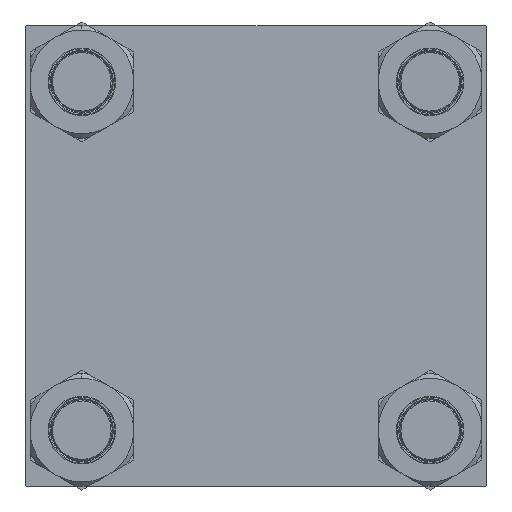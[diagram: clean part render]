
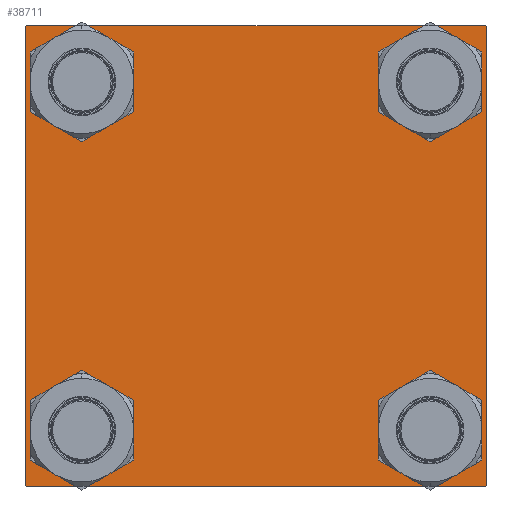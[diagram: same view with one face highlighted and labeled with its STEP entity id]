
A CAD part, left-side view. The second image highlights one B-rep face of the part: STEP entity #38711.
In plain terms, the highlighted planar face has unit normal (-1, 0, 0).
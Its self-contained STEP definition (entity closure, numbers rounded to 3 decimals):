
#388 = LINE ( 'NONE', #16035, #33408 ) ;
#1592 = DIRECTION ( 'NONE',  ( 0., 0., 1. ) ) ;
#1963 = CARTESIAN_POINT ( 'NONE',  ( 0., -102.25, 102.25 ) ) ;
#2084 = CIRCLE ( 'NONE', #42244, 14. ) ;
#2280 = ORIENTED_EDGE ( 'NONE', *, *, #35999, .T. ) ;
#2424 = VERTEX_POINT ( 'NONE', #25513 ) ;
#3311 = DIRECTION ( 'NONE',  ( 0., 0., 1. ) ) ;
#3369 = DIRECTION ( 'NONE',  ( 0., 0., 1. ) ) ;
#3773 = LINE ( 'NONE', #16350, #10993 ) ;
#3799 = CARTESIAN_POINT ( 'NONE',  ( 0., -102.5, 102.5 ) ) ;
#3916 = DIRECTION ( 'NONE',  ( 0., 0., 1. ) ) ;
#4304 = AXIS2_PLACEMENT_3D ( 'NONE', #44642, #44895, #6379 ) ;
#4322 = ORIENTED_EDGE ( 'NONE', *, *, #35699, .T. ) ;
#4347 = CARTESIAN_POINT ( 'NONE',  ( 0., -102.25, -102.25 ) ) ;
#4684 = CARTESIAN_POINT ( 'NONE',  ( 0., -77.45, 77.45 ) ) ;
#5125 = EDGE_CURVE ( 'NONE', #46693, #39044, #28914, .T. ) ;
#5558 = DIRECTION ( 'NONE',  ( -1., 0., 0. ) ) ;
#6379 = DIRECTION ( 'NONE',  ( 0., 0., 1. ) ) ;
#6430 = CARTESIAN_POINT ( 'NONE',  ( 0., 102.5, 102. ) ) ;
#6656 = ORIENTED_EDGE ( 'NONE', *, *, #12220, .T. ) ;
#7379 = DIRECTION ( 'NONE',  ( 0., 0., 1. ) ) ;
#7623 = DIRECTION ( 'NONE',  ( 0., 0., -1. ) ) ;
#7738 = EDGE_CURVE ( 'NONE', #19535, #28143, #23152, .T. ) ;
#8449 = LINE ( 'NONE', #4347, #33895 ) ;
#8475 = AXIS2_PLACEMENT_3D ( 'NONE', #30763, #46435, #3311 ) ;
#8623 = CIRCLE ( 'NONE', #40560, 14. ) ;
#9147 = FACE_BOUND ( 'NONE', #20986, .T. ) ;
#9438 = ORIENTED_EDGE ( 'NONE', *, *, #24686, .T. ) ;
#10361 = CARTESIAN_POINT ( 'NONE',  ( 0., 77.45, 63.45 ) ) ;
#10993 = VECTOR ( 'NONE', #7623, 1000. ) ;
#11417 = DIRECTION ( 'NONE',  ( 1., 0., 0. ) ) ;
#11656 = AXIS2_PLACEMENT_3D ( 'NONE', #23384, #31331, #11839 ) ;
#11839 = DIRECTION ( 'NONE',  ( 0., 0., 1. ) ) ;
#11841 = AXIS2_PLACEMENT_3D ( 'NONE', #22699, #11417, #26800 ) ;
#12191 = ORIENTED_EDGE ( 'NONE', *, *, #16828, .T. ) ;
#12220 = EDGE_CURVE ( 'NONE', #2424, #46950, #38631, .T. ) ;
#12385 = DIRECTION ( 'NONE',  ( 1., 0., 0. ) ) ;
#13407 = ORIENTED_EDGE ( 'NONE', *, *, #5125, .T. ) ;
#14092 = CARTESIAN_POINT ( 'NONE',  ( 0., -77.45, 63.45 ) ) ;
#14170 = ORIENTED_EDGE ( 'NONE', *, *, #43201, .T. ) ;
#14281 = ORIENTED_EDGE ( 'NONE', *, *, #18306, .F. ) ;
#14285 = VECTOR ( 'NONE', #37871, 1000. ) ;
#15012 = VERTEX_POINT ( 'NONE', #27756 ) ;
#15386 = VERTEX_POINT ( 'NONE', #45170 ) ;
#16035 = CARTESIAN_POINT ( 'NONE',  ( 0., 102.5, -102.5 ) ) ;
#16350 = CARTESIAN_POINT ( 'NONE',  ( 0., 102.5, 102.5 ) ) ;
#16353 = FACE_BOUND ( 'NONE', #43216, .T. ) ;
#16828 = EDGE_CURVE ( 'NONE', #15386, #39567, #19221, .T. ) ;
#17029 = CARTESIAN_POINT ( 'NONE',  ( 0., 102., 102.5 ) ) ;
#17105 = PLANE ( 'NONE',  #37181 ) ;
#17315 = EDGE_CURVE ( 'NONE', #46693, #44224, #38197, .T. ) ;
#17471 = CIRCLE ( 'NONE', #27288, 14. ) ;
#17610 = DIRECTION ( 'NONE',  ( 0., 0.707, 0.707 ) ) ;
#18258 = CARTESIAN_POINT ( 'NONE',  ( 0., 77.45, 77.45 ) ) ;
#18306 = EDGE_CURVE ( 'NONE', #22685, #39044, #19265, .T. ) ;
#18802 = DIRECTION ( 'NONE',  ( 1., 0., 0. ) ) ;
#19221 = CIRCLE ( 'NONE', #11841, 14. ) ;
#19265 = LINE ( 'NONE', #47498, #43877 ) ;
#19535 = VERTEX_POINT ( 'NONE', #27411 ) ;
#19854 = CIRCLE ( 'NONE', #11656, 14. ) ;
#20501 = DIRECTION ( 'NONE',  ( 0., -0.707, 0.707 ) ) ;
#20986 = EDGE_LOOP ( 'NONE', ( #47190, #24103 ) ) ;
#21941 = EDGE_LOOP ( 'NONE', ( #12191, #32803 ) ) ;
#22385 = CIRCLE ( 'NONE', #8475, 14. ) ;
#22685 = VERTEX_POINT ( 'NONE', #17029 ) ;
#22699 = CARTESIAN_POINT ( 'NONE',  ( 0., 77.45, 77.45 ) ) ;
#22943 = EDGE_CURVE ( 'NONE', #22685, #29378, #34701, .T. ) ;
#23152 = CIRCLE ( 'NONE', #4304, 14. ) ;
#23384 = CARTESIAN_POINT ( 'NONE',  ( 0., 77.45, -77.45 ) ) ;
#23477 = CARTESIAN_POINT ( 'NONE',  ( 0., 102., -102.5 ) ) ;
#24103 = ORIENTED_EDGE ( 'NONE', *, *, #47167, .T. ) ;
#24686 = EDGE_CURVE ( 'NONE', #46950, #15012, #388, .T. ) ;
#25513 = CARTESIAN_POINT ( 'NONE',  ( 0., 102.5, -102. ) ) ;
#25530 = VECTOR ( 'NONE', #17610, 1000. ) ;
#25728 = CARTESIAN_POINT ( 'NONE',  ( 0., 77.45, -63.45 ) ) ;
#25867 = DIRECTION ( 'NONE',  ( 1., 0., 0. ) ) ;
#26635 = DIRECTION ( 'NONE',  ( 0., 0., -1. ) ) ;
#26800 = DIRECTION ( 'NONE',  ( 0., 0., 1. ) ) ;
#26996 = DIRECTION ( 'NONE',  ( 0., 0.707, -0.707 ) ) ;
#27046 = EDGE_LOOP ( 'NONE', ( #48756, #14170 ) ) ;
#27076 = CARTESIAN_POINT ( 'NONE',  ( 0., 102.25, -102.25 ) ) ;
#27288 = AXIS2_PLACEMENT_3D ( 'NONE', #18258, #38032, #3369 ) ;
#27411 = CARTESIAN_POINT ( 'NONE',  ( 0., -77.45, -63.45 ) ) ;
#27484 = DIRECTION ( 'NONE',  ( 0., -1., 0. ) ) ;
#27756 = CARTESIAN_POINT ( 'NONE',  ( 0., -102., -102.5 ) ) ;
#28143 = VERTEX_POINT ( 'NONE', #46250 ) ;
#28914 = LINE ( 'NONE', #1963, #25530 ) ;
#29055 = VERTEX_POINT ( 'NONE', #25728 ) ;
#29378 = VERTEX_POINT ( 'NONE', #6430 ) ;
#29537 = CARTESIAN_POINT ( 'NONE',  ( 0., -102., 102.5 ) ) ;
#29883 = VECTOR ( 'NONE', #26635, 1000. ) ;
#30763 = CARTESIAN_POINT ( 'NONE',  ( 0., -77.45, -77.45 ) ) ;
#31331 = DIRECTION ( 'NONE',  ( 1., 0., 0. ) ) ;
#31699 = DIRECTION ( 'NONE',  ( 0., -1., 0. ) ) ;
#32543 = EDGE_CURVE ( 'NONE', #29055, #38409, #19854, .T. ) ;
#32567 = EDGE_LOOP ( 'NONE', ( #2280, #6656, #9438, #4322, #33368, #13407, #14281, #46677 ) ) ;
#32803 = ORIENTED_EDGE ( 'NONE', *, *, #34135, .T. ) ;
#33368 = ORIENTED_EDGE ( 'NONE', *, *, #17315, .F. ) ;
#33408 = VECTOR ( 'NONE', #31699, 1000. ) ;
#33895 = VECTOR ( 'NONE', #20501, 1000. ) ;
#34135 = EDGE_CURVE ( 'NONE', #39567, #15386, #17471, .T. ) ;
#34149 = CIRCLE ( 'NONE', #46456, 14. ) ;
#34664 = EDGE_CURVE ( 'NONE', #28143, #19535, #22385, .T. ) ;
#34701 = LINE ( 'NONE', #46513, #49704 ) ;
#34946 = ORIENTED_EDGE ( 'NONE', *, *, #34664, .T. ) ;
#35226 = CARTESIAN_POINT ( 'NONE',  ( 0., 77.45, -77.45 ) ) ;
#35699 = EDGE_CURVE ( 'NONE', #15012, #44224, #8449, .T. ) ;
#35999 = EDGE_CURVE ( 'NONE', #29378, #2424, #3773, .T. ) ;
#36441 = CARTESIAN_POINT ( 'NONE',  ( 0., -102.5, -102. ) ) ;
#36613 = FACE_OUTER_BOUND ( 'NONE', #32567, .T. ) ;
#36864 = DIRECTION ( 'NONE',  ( 0., 0., 1. ) ) ;
#37181 = AXIS2_PLACEMENT_3D ( 'NONE', #40711, #5558, #36864 ) ;
#37871 = DIRECTION ( 'NONE',  ( 0., -0.707, -0.707 ) ) ;
#38032 = DIRECTION ( 'NONE',  ( 1., 0., 0. ) ) ;
#38197 = LINE ( 'NONE', #3799, #29883 ) ;
#38409 = VERTEX_POINT ( 'NONE', #38680 ) ;
#38588 = ORIENTED_EDGE ( 'NONE', *, *, #7738, .T. ) ;
#38631 = LINE ( 'NONE', #27076, #14285 ) ;
#38680 = CARTESIAN_POINT ( 'NONE',  ( 0., 77.45, -91.45 ) ) ;
#38711 = ADVANCED_FACE ( 'NONE', ( #44316, #16353, #9147, #43823, #36613 ), #17105, .T. ) ;
#39044 = VERTEX_POINT ( 'NONE', #29537 ) ;
#39567 = VERTEX_POINT ( 'NONE', #10361 ) ;
#40560 = AXIS2_PLACEMENT_3D ( 'NONE', #45897, #25867, #7379 ) ;
#40711 = CARTESIAN_POINT ( 'NONE',  ( 0., 0., 0. ) ) ;
#41014 = VERTEX_POINT ( 'NONE', #14092 ) ;
#42244 = AXIS2_PLACEMENT_3D ( 'NONE', #4684, #12385, #1592 ) ;
#42411 = EDGE_CURVE ( 'NONE', #44015, #41014, #8623, .T. ) ;
#42619 = CARTESIAN_POINT ( 'NONE',  ( 0., -77.45, 91.45 ) ) ;
#43201 = EDGE_CURVE ( 'NONE', #41014, #44015, #2084, .T. ) ;
#43216 = EDGE_LOOP ( 'NONE', ( #38588, #34946 ) ) ;
#43567 = CARTESIAN_POINT ( 'NONE',  ( 0., -102.5, 102. ) ) ;
#43823 = FACE_BOUND ( 'NONE', #21941, .T. ) ;
#43877 = VECTOR ( 'NONE', #27484, 1000. ) ;
#44015 = VERTEX_POINT ( 'NONE', #42619 ) ;
#44224 = VERTEX_POINT ( 'NONE', #36441 ) ;
#44316 = FACE_BOUND ( 'NONE', #27046, .T. ) ;
#44642 = CARTESIAN_POINT ( 'NONE',  ( 0., -77.45, -77.45 ) ) ;
#44895 = DIRECTION ( 'NONE',  ( 1., 0., 0. ) ) ;
#45170 = CARTESIAN_POINT ( 'NONE',  ( 0., 77.45, 91.45 ) ) ;
#45897 = CARTESIAN_POINT ( 'NONE',  ( 0., -77.45, 77.45 ) ) ;
#46250 = CARTESIAN_POINT ( 'NONE',  ( 0., -77.45, -91.45 ) ) ;
#46435 = DIRECTION ( 'NONE',  ( 1., 0., 0. ) ) ;
#46456 = AXIS2_PLACEMENT_3D ( 'NONE', #35226, #18802, #3916 ) ;
#46513 = CARTESIAN_POINT ( 'NONE',  ( 0., 102.25, 102.25 ) ) ;
#46677 = ORIENTED_EDGE ( 'NONE', *, *, #22943, .T. ) ;
#46693 = VERTEX_POINT ( 'NONE', #43567 ) ;
#46950 = VERTEX_POINT ( 'NONE', #23477 ) ;
#47167 = EDGE_CURVE ( 'NONE', #38409, #29055, #34149, .T. ) ;
#47190 = ORIENTED_EDGE ( 'NONE', *, *, #32543, .T. ) ;
#47498 = CARTESIAN_POINT ( 'NONE',  ( 0., 102.5, 102.5 ) ) ;
#48756 = ORIENTED_EDGE ( 'NONE', *, *, #42411, .T. ) ;
#49704 = VECTOR ( 'NONE', #26996, 1000. ) ;
